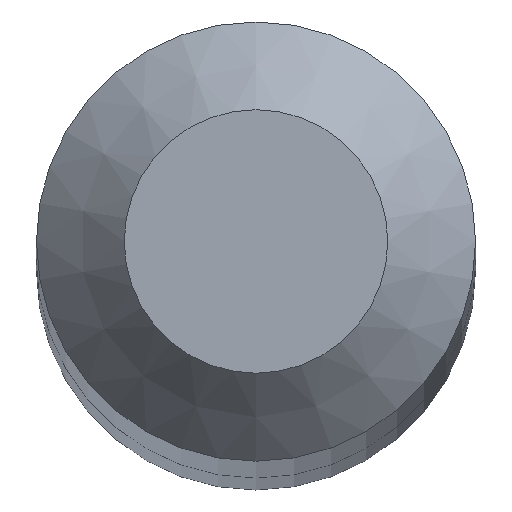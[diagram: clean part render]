
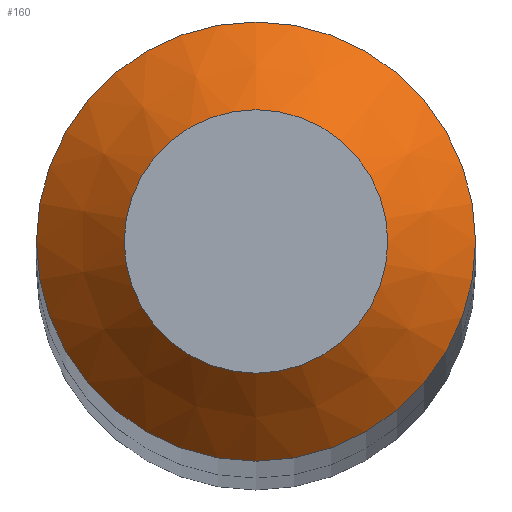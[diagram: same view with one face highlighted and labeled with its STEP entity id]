
A CAD part, top view. The second image highlights one B-rep face of the part: STEP entity #160.
In plain terms, the highlighted conical face has half-angle 45 degrees and reference radius 0.3 mm.
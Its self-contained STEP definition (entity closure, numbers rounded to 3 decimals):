
#11 = FACE_BOUND ( 'NONE', #114, .T. ) ;
#28 = DIRECTION ( 'NONE',  ( 0., 1., 0. ) ) ;
#29 = FACE_OUTER_BOUND ( 'NONE', #58, .T. ) ;
#38 = CARTESIAN_POINT ( 'NONE',  ( 0., 0., 38. ) ) ;
#39 = DIRECTION ( 'NONE',  ( 0., 1., 0. ) ) ;
#51 = CARTESIAN_POINT ( 'NONE',  ( 0., 0.3, 38. ) ) ;
#54 = CIRCLE ( 'NONE', #128, 0.3 ) ;
#55 = ORIENTED_EDGE ( 'NONE', *, *, #94, .F. ) ;
#58 = EDGE_LOOP ( 'NONE', ( #55 ) ) ;
#64 = DIRECTION ( 'NONE',  ( 0., 0., -1. ) ) ;
#78 = CARTESIAN_POINT ( 'NONE',  ( 0., 0.5, 37.8 ) ) ;
#93 = AXIS2_PLACEMENT_3D ( 'NONE', #174, #64, #196 ) ;
#94 = EDGE_CURVE ( 'NONE', #142, #142, #147, .T. ) ;
#114 = EDGE_LOOP ( 'NONE', ( #156 ) ) ;
#128 = AXIS2_PLACEMENT_3D ( 'NONE', #193, #194, #39 ) ;
#142 = VERTEX_POINT ( 'NONE', #78 ) ;
#145 = VERTEX_POINT ( 'NONE', #51 ) ;
#147 = CIRCLE ( 'NONE', #93, 0.5 ) ;
#156 = ORIENTED_EDGE ( 'NONE', *, *, #197, .T. ) ;
#160 = ADVANCED_FACE ( 'NONE', ( #29, #11 ), #199, .T. ) ;
#167 = AXIS2_PLACEMENT_3D ( 'NONE', #38, #176, #28 ) ;
#174 = CARTESIAN_POINT ( 'NONE',  ( 0., 0., 37.8 ) ) ;
#176 = DIRECTION ( 'NONE',  ( 0., 0., -1. ) ) ;
#193 = CARTESIAN_POINT ( 'NONE',  ( 0., 0., 38. ) ) ;
#194 = DIRECTION ( 'NONE',  ( 0., 0., -1. ) ) ;
#196 = DIRECTION ( 'NONE',  ( 0., 1., 0. ) ) ;
#197 = EDGE_CURVE ( 'NONE', #145, #145, #54, .T. ) ;
#199 = CONICAL_SURFACE ( 'NONE', #167, 0.3, 0.785 ) ;
